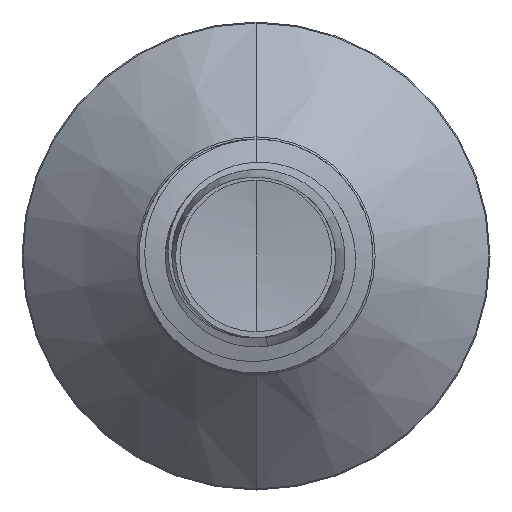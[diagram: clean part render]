
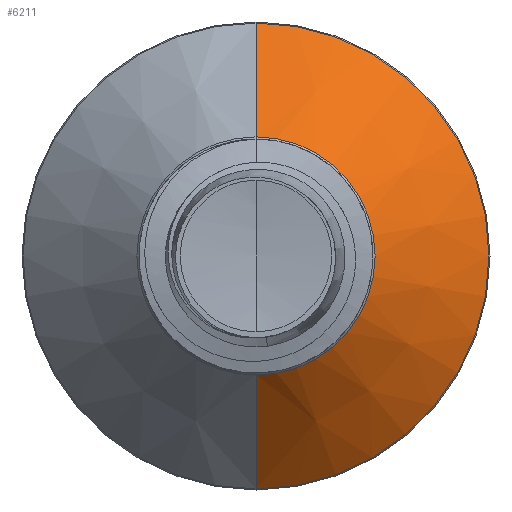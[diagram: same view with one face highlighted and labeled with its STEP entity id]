
A CAD part, front view. The second image highlights one B-rep face of the part: STEP entity #6211.
In plain terms, the highlighted conical face has half-angle 45 degrees and reference radius 1.782 mm.
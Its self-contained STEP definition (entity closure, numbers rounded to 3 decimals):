
#747 = AXIS2_PLACEMENT_3D ( 'NONE', #9753, #1719, #8710 ) ;
#1719 = DIRECTION ( 'NONE',  ( 0., 1., 0. ) ) ;
#1925 = DIRECTION ( 'NONE',  ( 0., 1., 0. ) ) ;
#2096 = ORIENTED_EDGE ( 'NONE', *, *, #3126, .T. ) ;
#2392 = LINE ( 'NONE', #12839, #8887 ) ;
#2618 = VERTEX_POINT ( 'NONE', #7624 ) ;
#2816 = CARTESIAN_POINT ( 'NONE',  ( 0., 4.835, -3.485 ) ) ;
#3126 = EDGE_CURVE ( 'NONE', #10921, #2618, #7515, .T. ) ;
#4115 = EDGE_CURVE ( 'NONE', #10921, #7311, #7677, .T. ) ;
#4285 = ORIENTED_EDGE ( 'NONE', *, *, #4115, .F. ) ;
#5089 = VECTOR ( 'NONE', #8431, 1000. ) ;
#5115 = CARTESIAN_POINT ( 'NONE',  ( 0., 3.132, 1.782 ) ) ;
#6115 = CIRCLE ( 'NONE', #11230, 3.485 ) ;
#6211 = ADVANCED_FACE ( 'NONE', ( #8750 ), #11482, .T. ) ;
#6649 = CARTESIAN_POINT ( 'NONE',  ( 0., 4.835, 0. ) ) ;
#6963 = CARTESIAN_POINT ( 'NONE',  ( 0., 4.835, 3.485 ) ) ;
#7311 = VERTEX_POINT ( 'NONE', #6963 ) ;
#7515 = CIRCLE ( 'NONE', #13925, 1.782 ) ;
#7624 = CARTESIAN_POINT ( 'NONE',  ( 0., 3.132, -1.782 ) ) ;
#7677 = LINE ( 'NONE', #5115, #5089 ) ;
#7755 = DIRECTION ( 'NONE',  ( 0., 0., 1. ) ) ;
#7902 = CARTESIAN_POINT ( 'NONE',  ( 0., 3.132, 1.782 ) ) ;
#8431 = DIRECTION ( 'NONE',  ( 0., 0.707, 0.707 ) ) ;
#8544 = EDGE_CURVE ( 'NONE', #7311, #13104, #6115, .T. ) ;
#8710 = DIRECTION ( 'NONE',  ( 0., 0., 1. ) ) ;
#8750 = FACE_OUTER_BOUND ( 'NONE', #12051, .T. ) ;
#8887 = VECTOR ( 'NONE', #10672, 1000. ) ;
#8900 = CARTESIAN_POINT ( 'NONE',  ( 0., 3.132, 0. ) ) ;
#9323 = EDGE_CURVE ( 'NONE', #2618, #13104, #2392, .T. ) ;
#9753 = CARTESIAN_POINT ( 'NONE',  ( 0., 3.132, 0. ) ) ;
#9939 = ORIENTED_EDGE ( 'NONE', *, *, #9323, .T. ) ;
#10033 = DIRECTION ( 'NONE',  ( 0., 0., 1. ) ) ;
#10672 = DIRECTION ( 'NONE',  ( 0., 0.707, -0.707 ) ) ;
#10921 = VERTEX_POINT ( 'NONE', #7902 ) ;
#11230 = AXIS2_PLACEMENT_3D ( 'NONE', #6649, #14572, #7755 ) ;
#11482 = CONICAL_SURFACE ( 'NONE', #747, 1.782, 0.785 ) ;
#12051 = EDGE_LOOP ( 'NONE', ( #2096, #9939, #12966, #4285 ) ) ;
#12839 = CARTESIAN_POINT ( 'NONE',  ( 0., 3.132, -1.782 ) ) ;
#12966 = ORIENTED_EDGE ( 'NONE', *, *, #8544, .F. ) ;
#13104 = VERTEX_POINT ( 'NONE', #2816 ) ;
#13925 = AXIS2_PLACEMENT_3D ( 'NONE', #8900, #1925, #10033 ) ;
#14572 = DIRECTION ( 'NONE',  ( 0., 1., 0. ) ) ;
